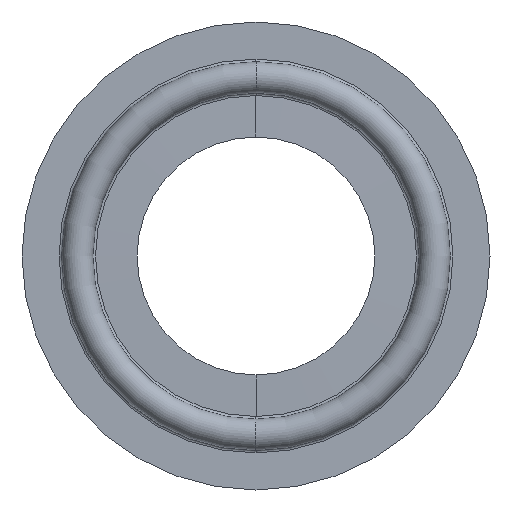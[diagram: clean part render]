
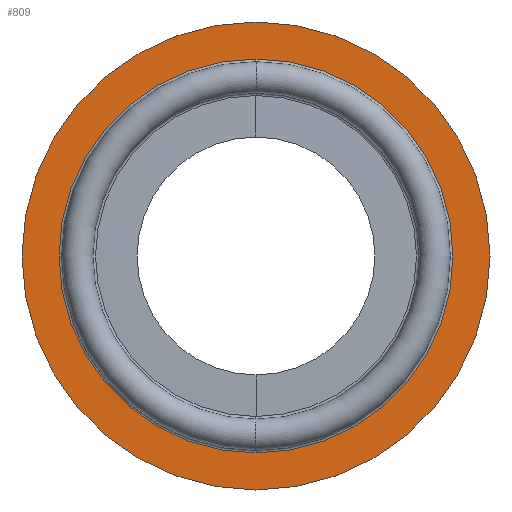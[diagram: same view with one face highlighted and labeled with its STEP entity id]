
A CAD part, left-side view. The second image highlights one B-rep face of the part: STEP entity #809.
In plain terms, the highlighted planar face has unit normal (-1, 0, 0).
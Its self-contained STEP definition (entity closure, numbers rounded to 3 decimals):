
#4 = DIRECTION ( 'NONE',  ( 0., 0., -1. ) ) ;
#33 = AXIS2_PLACEMENT_3D ( 'NONE', #695, #819, #333 ) ;
#38 = ORIENTED_EDGE ( 'NONE', *, *, #763, .T. ) ;
#49 = EDGE_CURVE ( 'NONE', #594, #143, #493, .T. ) ;
#59 = ORIENTED_EDGE ( 'NONE', *, *, #256, .T. ) ;
#92 = AXIS2_PLACEMENT_3D ( 'NONE', #441, #241, #393 ) ;
#95 = DIRECTION ( 'NONE',  ( 1., 0., 0. ) ) ;
#143 = VERTEX_POINT ( 'NONE', #450 ) ;
#199 = DIRECTION ( 'NONE',  ( 1., 0., 0. ) ) ;
#241 = DIRECTION ( 'NONE',  ( 1., 0., 0. ) ) ;
#255 = CARTESIAN_POINT ( 'NONE',  ( -0.9, 0., 0. ) ) ;
#256 = EDGE_CURVE ( 'NONE', #438, #548, #344, .T. ) ;
#276 = EDGE_LOOP ( 'NONE', ( #59, #321 ) ) ;
#321 = ORIENTED_EDGE ( 'NONE', *, *, #522, .T. ) ;
#333 = DIRECTION ( 'NONE',  ( 0., 0., 1. ) ) ;
#344 = CIRCLE ( 'NONE', #406, 18. ) ;
#355 = CARTESIAN_POINT ( 'NONE',  ( -0.9, 14.95, 0. ) ) ;
#371 = DIRECTION ( 'NONE',  ( 0., 0., -1. ) ) ;
#374 = ORIENTED_EDGE ( 'NONE', *, *, #49, .T. ) ;
#377 = CARTESIAN_POINT ( 'NONE',  ( -0.9, 0., 18. ) ) ;
#393 = DIRECTION ( 'NONE',  ( 0., 0., -1. ) ) ;
#406 = AXIS2_PLACEMENT_3D ( 'NONE', #770, #410, #613 ) ;
#410 = DIRECTION ( 'NONE',  ( -1., 0., 0. ) ) ;
#430 = FACE_BOUND ( 'NONE', #865, .T. ) ;
#435 = CIRCLE ( 'NONE', #33, 18. ) ;
#438 = VERTEX_POINT ( 'NONE', #377 ) ;
#441 = CARTESIAN_POINT ( 'NONE',  ( -0.9, 0., 0. ) ) ;
#450 = CARTESIAN_POINT ( 'NONE',  ( -0.9, 0., 15.15 ) ) ;
#467 = AXIS2_PLACEMENT_3D ( 'NONE', #255, #95, #371 ) ;
#493 = CIRCLE ( 'NONE', #92, 15.15 ) ;
#507 = CARTESIAN_POINT ( 'NONE',  ( -0.9, 0., -15.15 ) ) ;
#522 = EDGE_CURVE ( 'NONE', #548, #438, #435, .T. ) ;
#548 = VERTEX_POINT ( 'NONE', #834 ) ;
#594 = VERTEX_POINT ( 'NONE', #507 ) ;
#613 = DIRECTION ( 'NONE',  ( 0., 0., 1. ) ) ;
#639 = FACE_OUTER_BOUND ( 'NONE', #276, .T. ) ;
#695 = CARTESIAN_POINT ( 'NONE',  ( -0.9, 0., 0. ) ) ;
#763 = EDGE_CURVE ( 'NONE', #143, #594, #861, .T. ) ;
#770 = CARTESIAN_POINT ( 'NONE',  ( -0.9, 0., 0. ) ) ;
#809 = ADVANCED_FACE ( 'NONE', ( #430, #639 ), #833, .F. ) ;
#819 = DIRECTION ( 'NONE',  ( -1., 0., 0. ) ) ;
#833 = PLANE ( 'NONE',  #877 ) ;
#834 = CARTESIAN_POINT ( 'NONE',  ( -0.9, 0., -18. ) ) ;
#861 = CIRCLE ( 'NONE', #467, 15.15 ) ;
#865 = EDGE_LOOP ( 'NONE', ( #374, #38 ) ) ;
#877 = AXIS2_PLACEMENT_3D ( 'NONE', #355, #199, #4 ) ;
